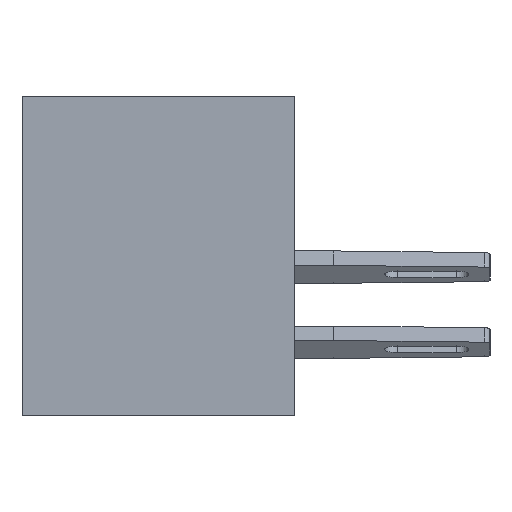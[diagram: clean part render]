
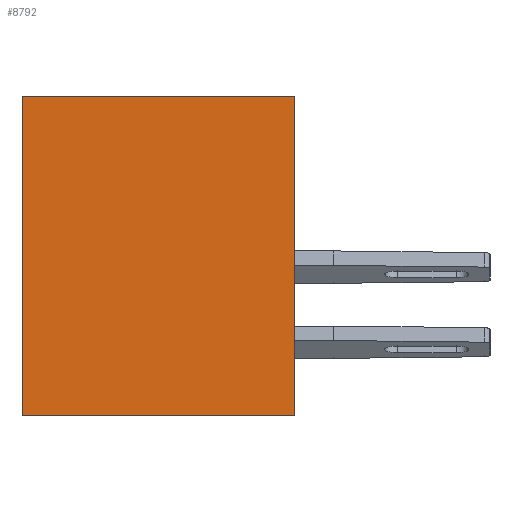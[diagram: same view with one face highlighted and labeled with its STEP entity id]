
A CAD part, left-side view. The second image highlights one B-rep face of the part: STEP entity #8792.
In plain terms, the highlighted planar face has unit normal (-1, 0, 0).
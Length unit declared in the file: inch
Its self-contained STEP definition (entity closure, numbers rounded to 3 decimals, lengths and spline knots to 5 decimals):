
#276 = DIRECTION ( 'NONE',  ( 0., 0., 1. ) ) ;
#989 = EDGE_CURVE ( 'NONE', #6918, #3940, #2431, .T. ) ;
#1123 = CARTESIAN_POINT ( 'NONE',  ( 0., 0.453, 0. ) ) ;
#1259 = EDGE_CURVE ( 'NONE', #3940, #5173, #6458, .T. ) ;
#1269 = LINE ( 'NONE', #4349, #13897 ) ;
#1374 = CARTESIAN_POINT ( 'NONE',  ( 0., 0.453, -0.531 ) ) ;
#1507 = EDGE_CURVE ( 'NONE', #11909, #5173, #1269, .T. ) ;
#2431 = LINE ( 'NONE', #1374, #12005 ) ;
#2842 = CARTESIAN_POINT ( 'NONE',  ( 0., 0., 0. ) ) ;
#3067 = ORIENTED_EDGE ( 'NONE', *, *, #989, .T. ) ;
#3399 = DIRECTION ( 'NONE',  ( 0., -1., 0. ) ) ;
#3705 = CARTESIAN_POINT ( 'NONE',  ( 0., 0.453, 0. ) ) ;
#3940 = VERTEX_POINT ( 'NONE', #11426 ) ;
#4349 = CARTESIAN_POINT ( 'NONE',  ( 0., 0.453, 0. ) ) ;
#4682 = CARTESIAN_POINT ( 'NONE',  ( 0., 0., 0. ) ) ;
#5010 = VECTOR ( 'NONE', #276, 39.37008 ) ;
#5173 = VERTEX_POINT ( 'NONE', #2842 ) ;
#6458 = LINE ( 'NONE', #4682, #6653 ) ;
#6653 = VECTOR ( 'NONE', #14566, 39.37008 ) ;
#6918 = VERTEX_POINT ( 'NONE', #15721 ) ;
#6949 = ORIENTED_EDGE ( 'NONE', *, *, #1507, .F. ) ;
#7537 = DIRECTION ( 'NONE',  ( 0., -1., 0. ) ) ;
#7616 = CARTESIAN_POINT ( 'NONE',  ( 0., 0.453, 0. ) ) ;
#8289 = FACE_OUTER_BOUND ( 'NONE', #14416, .T. ) ;
#8792 = ADVANCED_FACE ( 'NONE', ( #8289 ), #9730, .F. ) ;
#9726 = AXIS2_PLACEMENT_3D ( 'NONE', #1123, #14688, #13526 ) ;
#9730 = PLANE ( 'NONE',  #9726 ) ;
#10477 = ORIENTED_EDGE ( 'NONE', *, *, #10759, .F. ) ;
#10759 = EDGE_CURVE ( 'NONE', #6918, #11909, #11510, .T. ) ;
#11426 = CARTESIAN_POINT ( 'NONE',  ( 0., 0., -0.531 ) ) ;
#11510 = LINE ( 'NONE', #7616, #5010 ) ;
#11909 = VERTEX_POINT ( 'NONE', #3705 ) ;
#12005 = VECTOR ( 'NONE', #7537, 39.37008 ) ;
#13526 = DIRECTION ( 'NONE',  ( 0., 0., -1. ) ) ;
#13897 = VECTOR ( 'NONE', #3399, 39.37008 ) ;
#14416 = EDGE_LOOP ( 'NONE', ( #14869, #6949, #10477, #3067 ) ) ;
#14566 = DIRECTION ( 'NONE',  ( 0., 0., 1. ) ) ;
#14688 = DIRECTION ( 'NONE',  ( 1., 0., 0. ) ) ;
#14869 = ORIENTED_EDGE ( 'NONE', *, *, #1259, .T. ) ;
#15721 = CARTESIAN_POINT ( 'NONE',  ( 0., 0.453, -0.531 ) ) ;
